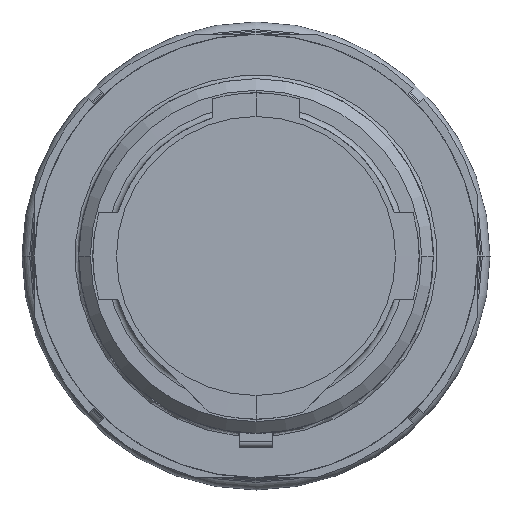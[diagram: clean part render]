
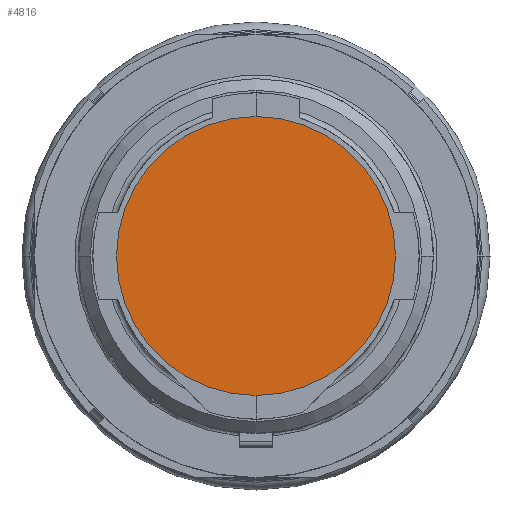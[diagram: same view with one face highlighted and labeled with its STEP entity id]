
A CAD part, front view. The second image highlights one B-rep face of the part: STEP entity #4816.
In plain terms, the highlighted planar face has unit normal (0, -1, 0).
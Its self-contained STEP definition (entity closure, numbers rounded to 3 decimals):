
#1609=CARTESIAN_POINT('',(0.,0.,0.));
#1610=DIRECTION('',(0.,-1.,0.));
#1611=DIRECTION('',(-1.,0.,0.));
#1612=AXIS2_PLACEMENT_3D('',#1609,#1610,#1611);
#1617=CARTESIAN_POINT('',(0.,0.,0.));
#1618=DIRECTION('',(0.,1.,0.));
#1619=DIRECTION('',(-1.,0.,0.));
#1620=AXIS2_PLACEMENT_3D('',#1617,#1618,#1619);
#3164=CARTESIAN_POINT('',(-11.8,0.,0.));
#3165=CARTESIAN_POINT('',(11.8,0.,0.));
#3166=VERTEX_POINT('',#3164);
#3167=VERTEX_POINT('',#3165);
#4807=CARTESIAN_POINT('',(0.,0.,0.));
#4808=DIRECTION('',(0.,-1.,0.));
#4809=DIRECTION('',(-1.,0.,0.));
#4810=AXIS2_PLACEMENT_3D('',#4807,#4808,#4809);
#4811=PLANE('',#4810);
#4812=ORIENTED_EDGE('',*,*,#4756,.F.);
#4813=ORIENTED_EDGE('',*,*,#4801,.T.);
#4814=EDGE_LOOP('',(#4812,#4813));
#4815=FACE_OUTER_BOUND('',#4814,.F.);
#4816=ADVANCED_FACE('',(#4815),#4811,.T.);
#1613=CIRCLE('',#1612,11.8);
#1621=CIRCLE('',#1620,11.8);
#4756=EDGE_CURVE('',#3166,#3167,#1613,.T.);
#4801=EDGE_CURVE('',#3166,#3167,#1621,.T.);
